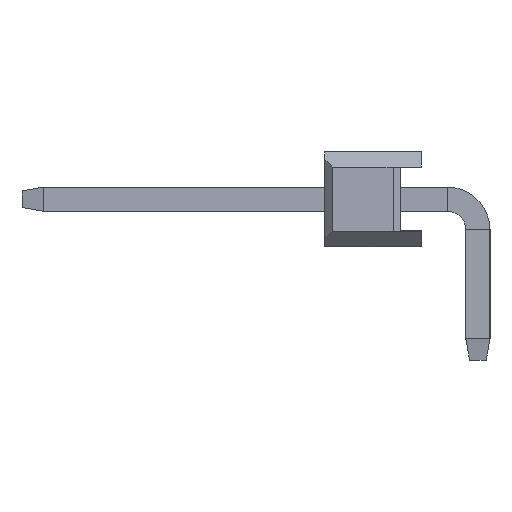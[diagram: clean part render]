
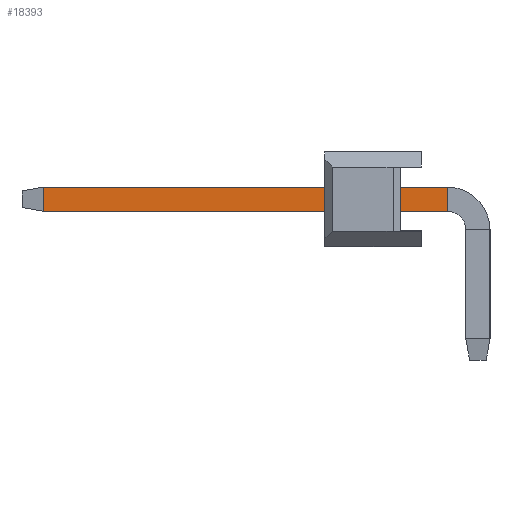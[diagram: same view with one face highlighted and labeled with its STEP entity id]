
A CAD part, left-side view. The second image highlights one B-rep face of the part: STEP entity #18393.
In plain terms, the highlighted planar face has unit normal (-1, 0, 0).
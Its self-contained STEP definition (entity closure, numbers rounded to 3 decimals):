
#1927 = LINE ( 'NONE', #16282, #36368 ) ;
#4533 = ORIENTED_EDGE ( 'NONE', *, *, #27638, .T. ) ;
#4578 = CARTESIAN_POINT ( 'NONE',  ( -81.6, -0.7, 0.32 ) ) ;
#6391 = DIRECTION ( 'NONE',  ( 0., 0., -1. ) ) ;
#8421 = VECTOR ( 'NONE', #28406, 1000. ) ;
#9910 = PLANE ( 'NONE',  #34980 ) ;
#11293 = CARTESIAN_POINT ( 'NONE',  ( -81.6, -0.7, 0.32 ) ) ;
#11725 = LINE ( 'NONE', #26115, #18127 ) ;
#13613 = VERTEX_POINT ( 'NONE', #4578 ) ;
#13895 = EDGE_CURVE ( 'NONE', #40047, #26987, #46345, .T. ) ;
#14009 = CARTESIAN_POINT ( 'NONE',  ( -81.6, 9.973, -0.32 ) ) ;
#14556 = ORIENTED_EDGE ( 'NONE', *, *, #15470, .F. ) ;
#15470 = EDGE_CURVE ( 'NONE', #40047, #13613, #1927, .T. ) ;
#15595 = VERTEX_POINT ( 'NONE', #36317 ) ;
#16282 = CARTESIAN_POINT ( 'NONE',  ( -81.6, 10.54, 0.32 ) ) ;
#18127 = VECTOR ( 'NONE', #40509, 1000. ) ;
#18393 = ADVANCED_FACE ( 'NONE', ( #42229 ), #9910, .F. ) ;
#19807 = ORIENTED_EDGE ( 'NONE', *, *, #13895, .T. ) ;
#24296 = CARTESIAN_POINT ( 'NONE',  ( -81.6, 10.54, 0.32 ) ) ;
#25680 = DIRECTION ( 'NONE',  ( 0., 0., 1. ) ) ;
#26115 = CARTESIAN_POINT ( 'NONE',  ( -81.6, 10.54, -0.32 ) ) ;
#26313 = CARTESIAN_POINT ( 'NONE',  ( -81.6, 9.973, -0.32 ) ) ;
#26987 = VERTEX_POINT ( 'NONE', #26313 ) ;
#27638 = EDGE_CURVE ( 'NONE', #15595, #13613, #43615, .T. ) ;
#28406 = DIRECTION ( 'NONE',  ( 0., 0., -1. ) ) ;
#30685 = DIRECTION ( 'NONE',  ( 0., -1., 0. ) ) ;
#31147 = EDGE_CURVE ( 'NONE', #26987, #15595, #11725, .T. ) ;
#31554 = VECTOR ( 'NONE', #25680, 1000. ) ;
#34980 = AXIS2_PLACEMENT_3D ( 'NONE', #24296, #38702, #6391 ) ;
#36317 = CARTESIAN_POINT ( 'NONE',  ( -81.6, -0.7, -0.32 ) ) ;
#36368 = VECTOR ( 'NONE', #30685, 1000. ) ;
#36645 = ORIENTED_EDGE ( 'NONE', *, *, #31147, .T. ) ;
#37553 = EDGE_LOOP ( 'NONE', ( #14556, #19807, #36645, #4533 ) ) ;
#38702 = DIRECTION ( 'NONE',  ( 1., 0., 0. ) ) ;
#40047 = VERTEX_POINT ( 'NONE', #42392 ) ;
#40509 = DIRECTION ( 'NONE',  ( 0., -1., 0. ) ) ;
#42229 = FACE_OUTER_BOUND ( 'NONE', #37553, .T. ) ;
#42392 = CARTESIAN_POINT ( 'NONE',  ( -81.6, 9.973, 0.32 ) ) ;
#43615 = LINE ( 'NONE', #11293, #31554 ) ;
#46345 = LINE ( 'NONE', #14009, #8421 ) ;
